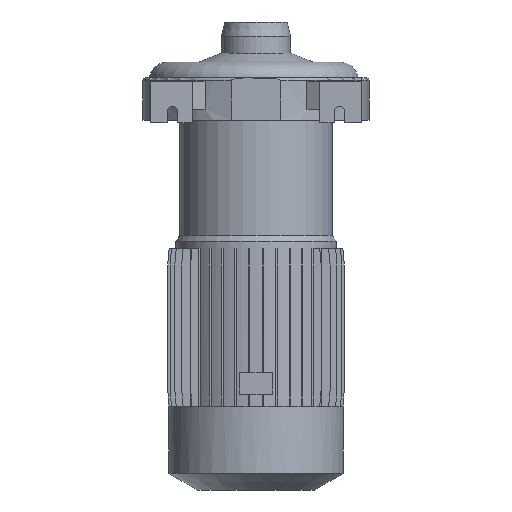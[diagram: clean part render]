
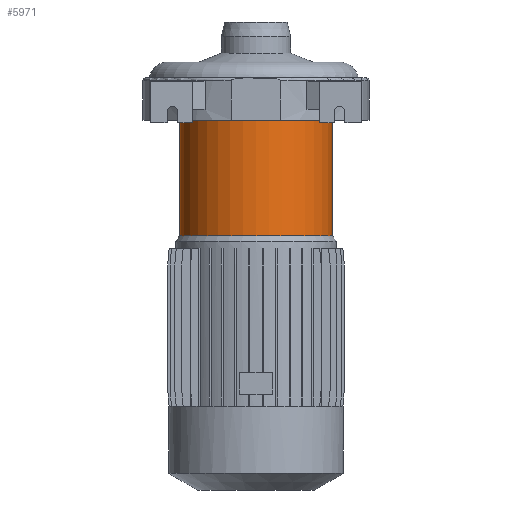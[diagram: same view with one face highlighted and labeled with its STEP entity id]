
A CAD part, front view. The second image highlights one B-rep face of the part: STEP entity #5971.
In plain terms, the highlighted cylindrical face has radius 68.5 mm (diameter 137 mm), a partial arc.
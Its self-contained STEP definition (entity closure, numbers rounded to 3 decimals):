
#77 = CYLINDRICAL_SURFACE ( 'NONE', #1479, 68.5 ) ;
#81 = EDGE_CURVE ( 'NONE', #1191, #4127, #3525, .T. ) ;
#416 = DIRECTION ( 'NONE',  ( 0., 0., 1. ) ) ;
#418 = DIRECTION ( 'NONE',  ( 0., 0., 1. ) ) ;
#913 = VECTOR ( 'NONE', #418, 1000. ) ;
#1010 = AXIS2_PLACEMENT_3D ( 'NONE', #10975, #7167, #2484 ) ;
#1133 = CARTESIAN_POINT ( 'NONE',  ( 68.5, 0., -138.884 ) ) ;
#1153 = CARTESIAN_POINT ( 'NONE',  ( 68.5, 0., -35. ) ) ;
#1180 = EDGE_CURVE ( 'NONE', #11083, #1191, #11589, .T. ) ;
#1191 = VERTEX_POINT ( 'NONE', #9667 ) ;
#1323 = VERTEX_POINT ( 'NONE', #1133 ) ;
#1479 = AXIS2_PLACEMENT_3D ( 'NONE', #3723, #1842, #6503 ) ;
#1627 = AXIS2_PLACEMENT_3D ( 'NONE', #11235, #8400, #3631 ) ;
#1695 = ORIENTED_EDGE ( 'NONE', *, *, #3947, .T. ) ;
#1788 = ORIENTED_EDGE ( 'NONE', *, *, #1180, .F. ) ;
#1842 = DIRECTION ( 'NONE',  ( 0., 0., 1. ) ) ;
#2205 = ORIENTED_EDGE ( 'NONE', *, *, #81, .F. ) ;
#2484 = DIRECTION ( 'NONE',  ( 1., 0., 0. ) ) ;
#3319 = CARTESIAN_POINT ( 'NONE',  ( -68.5, 0., -138.884 ) ) ;
#3525 = CIRCLE ( 'NONE', #1010, 68.5 ) ;
#3532 = LINE ( 'NONE', #9612, #913 ) ;
#3631 = DIRECTION ( 'NONE',  ( 1., 0., 0. ) ) ;
#3723 = CARTESIAN_POINT ( 'NONE',  ( 0., 0., 53. ) ) ;
#3947 = EDGE_CURVE ( 'NONE', #11083, #1323, #8780, .T. ) ;
#4127 = VERTEX_POINT ( 'NONE', #1153 ) ;
#4272 = CARTESIAN_POINT ( 'NONE',  ( -68.5, 0., 53. ) ) ;
#5971 = ADVANCED_FACE ( 'NONE', ( #6561 ), #77, .T. ) ;
#6503 = DIRECTION ( 'NONE',  ( 1., 0., 0. ) ) ;
#6561 = FACE_OUTER_BOUND ( 'NONE', #6795, .T. ) ;
#6795 = EDGE_LOOP ( 'NONE', ( #1788, #1695, #10861, #2205 ) ) ;
#7167 = DIRECTION ( 'NONE',  ( 0., 0., 1. ) ) ;
#8367 = VECTOR ( 'NONE', #416, 1000. ) ;
#8400 = DIRECTION ( 'NONE',  ( 0., 0., 1. ) ) ;
#8780 = CIRCLE ( 'NONE', #1627, 68.5 ) ;
#9311 = EDGE_CURVE ( 'NONE', #1323, #4127, #3532, .T. ) ;
#9612 = CARTESIAN_POINT ( 'NONE',  ( 68.5, 0., 53. ) ) ;
#9667 = CARTESIAN_POINT ( 'NONE',  ( -68.5, 0., -35. ) ) ;
#10861 = ORIENTED_EDGE ( 'NONE', *, *, #9311, .T. ) ;
#10975 = CARTESIAN_POINT ( 'NONE',  ( 0., 0., -35. ) ) ;
#11083 = VERTEX_POINT ( 'NONE', #3319 ) ;
#11235 = CARTESIAN_POINT ( 'NONE',  ( 0., 0., -138.884 ) ) ;
#11589 = LINE ( 'NONE', #4272, #8367 ) ;
